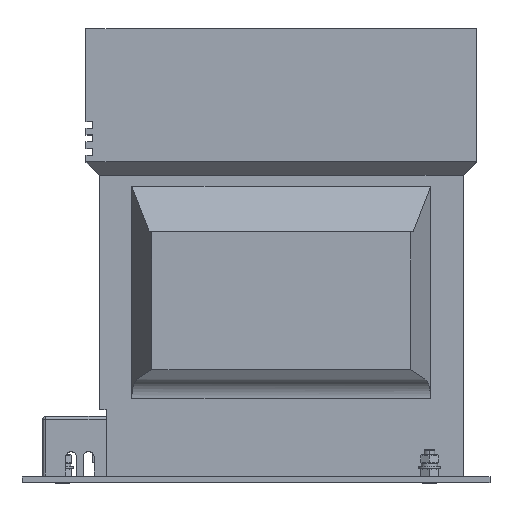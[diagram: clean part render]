
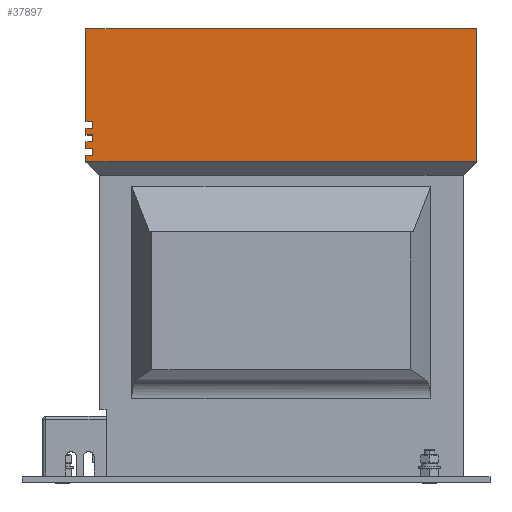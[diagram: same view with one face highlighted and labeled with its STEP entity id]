
A CAD part, top view. The second image highlights one B-rep face of the part: STEP entity #37897.
In plain terms, the highlighted planar face has unit normal (0, 0, 1).
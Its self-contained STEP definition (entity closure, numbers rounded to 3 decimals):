
#255 = LINE ( 'NONE', #18601, #15372 ) ;
#432 = CARTESIAN_POINT ( 'NONE',  ( -114.103, 303.695, 425.55 ) ) ;
#682 = VERTEX_POINT ( 'NONE', #4986 ) ;
#696 = DIRECTION ( 'NONE',  ( 1., 0., 0. ) ) ;
#968 = EDGE_CURVE ( 'NONE', #16045, #7071, #55493, .T. ) ;
#1053 = DIRECTION ( 'NONE',  ( 0., 1., 0. ) ) ;
#1197 = ORIENTED_EDGE ( 'NONE', *, *, #968, .F. ) ;
#1205 = DIRECTION ( 'NONE',  ( -1., 0., 0. ) ) ;
#1374 = EDGE_LOOP ( 'NONE', ( #3954, #31666, #51621, #7178, #56060, #58934, #7123, #20349, #5511, #24213, #18420, #1197, #17430, #6818, #48367, #13152 ) ) ;
#1956 = LINE ( 'NONE', #20358, #53921 ) ;
#2440 = VECTOR ( 'NONE', #32633, 1000. ) ;
#2767 = EDGE_CURVE ( 'NONE', #43362, #24806, #22664, .T. ) ;
#3080 = LINE ( 'NONE', #21495, #37922 ) ;
#3410 = VECTOR ( 'NONE', #28045, 1000. ) ;
#3731 = EDGE_CURVE ( 'NONE', #10843, #16564, #21389, .T. ) ;
#3794 = CARTESIAN_POINT ( 'NONE',  ( -109.103, 323.695, 425.55 ) ) ;
#3954 = ORIENTED_EDGE ( 'NONE', *, *, #45125, .F. ) ;
#4910 = VECTOR ( 'NONE', #1205, 1000. ) ;
#4986 = CARTESIAN_POINT ( 'NONE',  ( -109.103, 313.695, 425.55 ) ) ;
#5511 = ORIENTED_EDGE ( 'NONE', *, *, #24198, .F. ) ;
#6818 = ORIENTED_EDGE ( 'NONE', *, *, #41525, .F. ) ;
#7071 = VERTEX_POINT ( 'NONE', #40533 ) ;
#7123 = ORIENTED_EDGE ( 'NONE', *, *, #16310, .T. ) ;
#7178 = ORIENTED_EDGE ( 'NONE', *, *, #53165, .F. ) ;
#7308 = CARTESIAN_POINT ( 'NONE',  ( -114.103, 308.695, 425.55 ) ) ;
#7985 = LINE ( 'NONE', #26361, #9438 ) ;
#8351 = AXIS2_PLACEMENT_3D ( 'NONE', #37928, #56335, #15102 ) ;
#8396 = VERTEX_POINT ( 'NONE', #56342 ) ;
#9438 = VECTOR ( 'NONE', #44733, 1000. ) ;
#9695 = CARTESIAN_POINT ( 'NONE',  ( -114.103, 293.695, 425.55 ) ) ;
#9736 = CARTESIAN_POINT ( 'NONE',  ( -114.103, 323.695, 425.55 ) ) ;
#10764 = CARTESIAN_POINT ( 'NONE',  ( -114.103, 313.695, 425.55 ) ) ;
#10843 = VERTEX_POINT ( 'NONE', #432 ) ;
#11623 = CARTESIAN_POINT ( 'NONE',  ( -109.103, 318.695, 425.55 ) ) ;
#13152 = ORIENTED_EDGE ( 'NONE', *, *, #3731, .F. ) ;
#14042 = CARTESIAN_POINT ( 'NONE',  ( -114.103, 293.695, 425.55 ) ) ;
#14265 = CARTESIAN_POINT ( 'NONE',  ( -114.103, 293.695, 425.55 ) ) ;
#14428 = DIRECTION ( 'NONE',  ( 1., 0., 0. ) ) ;
#15102 = DIRECTION ( 'NONE',  ( 1., 0., 0. ) ) ;
#15162 = EDGE_CURVE ( 'NONE', #26560, #36643, #37261, .T. ) ;
#15372 = VECTOR ( 'NONE', #36935, 1000. ) ;
#15487 = DIRECTION ( 'NONE',  ( 0., 1., 0. ) ) ;
#15869 = VECTOR ( 'NONE', #1053, 1000. ) ;
#16045 = VERTEX_POINT ( 'NONE', #16778 ) ;
#16310 = EDGE_CURVE ( 'NONE', #8396, #45979, #1956, .T. ) ;
#16564 = VERTEX_POINT ( 'NONE', #7308 ) ;
#16778 = CARTESIAN_POINT ( 'NONE',  ( -114.103, 313.695, 425.55 ) ) ;
#17430 = ORIENTED_EDGE ( 'NONE', *, *, #22054, .F. ) ;
#17452 = LINE ( 'NONE', #35781, #38351 ) ;
#18420 = ORIENTED_EDGE ( 'NONE', *, *, #50999, .F. ) ;
#18601 = CARTESIAN_POINT ( 'NONE',  ( -109.103, 308.695, 425.55 ) ) ;
#20349 = ORIENTED_EDGE ( 'NONE', *, *, #37385, .F. ) ;
#20358 = CARTESIAN_POINT ( 'NONE',  ( 175.897, 392.695, 425.55 ) ) ;
#21114 = CARTESIAN_POINT ( 'NONE',  ( -109.103, 303.695, 425.55 ) ) ;
#21389 = LINE ( 'NONE', #39710, #51511 ) ;
#21495 = CARTESIAN_POINT ( 'NONE',  ( -114.103, 318.695, 425.55 ) ) ;
#22054 = EDGE_CURVE ( 'NONE', #682, #16045, #51984, .T. ) ;
#22285 = LINE ( 'NONE', #40627, #55312 ) ;
#22664 = LINE ( 'NONE', #41012, #33233 ) ;
#23594 = LINE ( 'NONE', #41918, #40196 ) ;
#23973 = LINE ( 'NONE', #42292, #15869 ) ;
#24147 = LINE ( 'NONE', #42443, #4910 ) ;
#24198 = EDGE_CURVE ( 'NONE', #24806, #45574, #7985, .T. ) ;
#24213 = ORIENTED_EDGE ( 'NONE', *, *, #2767, .F. ) ;
#24806 = VERTEX_POINT ( 'NONE', #3794 ) ;
#26183 = CARTESIAN_POINT ( 'NONE',  ( -114.103, 392.695, 425.55 ) ) ;
#26361 = CARTESIAN_POINT ( 'NONE',  ( -114.103, 323.695, 425.55 ) ) ;
#26560 = VERTEX_POINT ( 'NONE', #14042 ) ;
#28045 = DIRECTION ( 'NONE',  ( 0., 1., 0. ) ) ;
#28320 = FACE_OUTER_BOUND ( 'NONE', #1374, .T. ) ;
#29115 = DIRECTION ( 'NONE',  ( -1., 0., 0. ) ) ;
#30659 = VECTOR ( 'NONE', #14428, 1000. ) ;
#31666 = ORIENTED_EDGE ( 'NONE', *, *, #47813, .F. ) ;
#32633 = DIRECTION ( 'NONE',  ( 0., 1., 0. ) ) ;
#33115 = EDGE_CURVE ( 'NONE', #36643, #8396, #23973, .T. ) ;
#33233 = VECTOR ( 'NONE', #59364, 1000. ) ;
#33510 = VECTOR ( 'NONE', #15487, 1000. ) ;
#35501 = CARTESIAN_POINT ( 'NONE',  ( -114.103, 298.695, 425.55 ) ) ;
#35781 = CARTESIAN_POINT ( 'NONE',  ( -114.103, 308.695, 425.55 ) ) ;
#36073 = EDGE_CURVE ( 'NONE', #52434, #43416, #23594, .T. ) ;
#36643 = VERTEX_POINT ( 'NONE', #53574 ) ;
#36768 = CARTESIAN_POINT ( 'NONE',  ( -109.103, 298.695, 425.55 ) ) ;
#36935 = DIRECTION ( 'NONE',  ( 0., 1., 0. ) ) ;
#37261 = LINE ( 'NONE', #55667, #30659 ) ;
#37385 = EDGE_CURVE ( 'NONE', #45574, #45979, #50921, .T. ) ;
#37897 = ADVANCED_FACE ( 'NONE', ( #28320 ), #46697, .T. ) ;
#37922 = VECTOR ( 'NONE', #39815, 1000. ) ;
#37928 = CARTESIAN_POINT ( 'NONE',  ( 175.897, 293.695, 425.55 ) ) ;
#38313 = LINE ( 'NONE', #56702, #33510 ) ;
#38351 = VECTOR ( 'NONE', #54173, 1000. ) ;
#38686 = DIRECTION ( 'NONE',  ( -1., 0., 0. ) ) ;
#39630 = CARTESIAN_POINT ( 'NONE',  ( -109.103, 308.695, 425.55 ) ) ;
#39710 = CARTESIAN_POINT ( 'NONE',  ( -114.103, 293.695, 425.55 ) ) ;
#39815 = DIRECTION ( 'NONE',  ( 1., 0., 0. ) ) ;
#40196 = VECTOR ( 'NONE', #696, 1000. ) ;
#40533 = CARTESIAN_POINT ( 'NONE',  ( -114.103, 318.695, 425.55 ) ) ;
#40598 = VECTOR ( 'NONE', #29115, 1000. ) ;
#40627 = CARTESIAN_POINT ( 'NONE',  ( -114.103, 293.695, 425.55 ) ) ;
#41012 = CARTESIAN_POINT ( 'NONE',  ( -109.103, 318.695, 425.55 ) ) ;
#41525 = EDGE_CURVE ( 'NONE', #56518, #682, #255, .T. ) ;
#41918 = CARTESIAN_POINT ( 'NONE',  ( -114.103, 298.695, 425.55 ) ) ;
#42292 = CARTESIAN_POINT ( 'NONE',  ( 175.897, 293.695, 425.55 ) ) ;
#42443 = CARTESIAN_POINT ( 'NONE',  ( -114.103, 303.695, 425.55 ) ) ;
#43362 = VERTEX_POINT ( 'NONE', #11623 ) ;
#43416 = VERTEX_POINT ( 'NONE', #36768 ) ;
#44733 = DIRECTION ( 'NONE',  ( -1., 0., 0. ) ) ;
#45125 = EDGE_CURVE ( 'NONE', #58754, #10843, #24147, .T. ) ;
#45574 = VERTEX_POINT ( 'NONE', #9736 ) ;
#45979 = VERTEX_POINT ( 'NONE', #26183 ) ;
#46697 = PLANE ( 'NONE',  #8351 ) ;
#47813 = EDGE_CURVE ( 'NONE', #43416, #58754, #38313, .T. ) ;
#48367 = ORIENTED_EDGE ( 'NONE', *, *, #56286, .F. ) ;
#50921 = LINE ( 'NONE', #9695, #3410 ) ;
#50999 = EDGE_CURVE ( 'NONE', #7071, #43362, #3080, .T. ) ;
#51511 = VECTOR ( 'NONE', #58086, 1000. ) ;
#51621 = ORIENTED_EDGE ( 'NONE', *, *, #36073, .F. ) ;
#51984 = LINE ( 'NONE', #10764, #40598 ) ;
#52434 = VERTEX_POINT ( 'NONE', #35501 ) ;
#53165 = EDGE_CURVE ( 'NONE', #26560, #52434, #22285, .T. ) ;
#53574 = CARTESIAN_POINT ( 'NONE',  ( 175.897, 293.695, 425.55 ) ) ;
#53921 = VECTOR ( 'NONE', #38686, 1000. ) ;
#54173 = DIRECTION ( 'NONE',  ( 1., 0., 0. ) ) ;
#55312 = VECTOR ( 'NONE', #58977, 1000. ) ;
#55493 = LINE ( 'NONE', #14265, #2440 ) ;
#55667 = CARTESIAN_POINT ( 'NONE',  ( 175.897, 293.695, 425.55 ) ) ;
#56060 = ORIENTED_EDGE ( 'NONE', *, *, #15162, .T. ) ;
#56286 = EDGE_CURVE ( 'NONE', #16564, #56518, #17452, .T. ) ;
#56335 = DIRECTION ( 'NONE',  ( 0., 0., 1. ) ) ;
#56342 = CARTESIAN_POINT ( 'NONE',  ( 175.897, 392.695, 425.55 ) ) ;
#56518 = VERTEX_POINT ( 'NONE', #39630 ) ;
#56702 = CARTESIAN_POINT ( 'NONE',  ( -109.103, 298.695, 425.55 ) ) ;
#58086 = DIRECTION ( 'NONE',  ( 0., 1., 0. ) ) ;
#58754 = VERTEX_POINT ( 'NONE', #21114 ) ;
#58934 = ORIENTED_EDGE ( 'NONE', *, *, #33115, .T. ) ;
#58977 = DIRECTION ( 'NONE',  ( 0., 1., 0. ) ) ;
#59364 = DIRECTION ( 'NONE',  ( 0., 1., 0. ) ) ;
